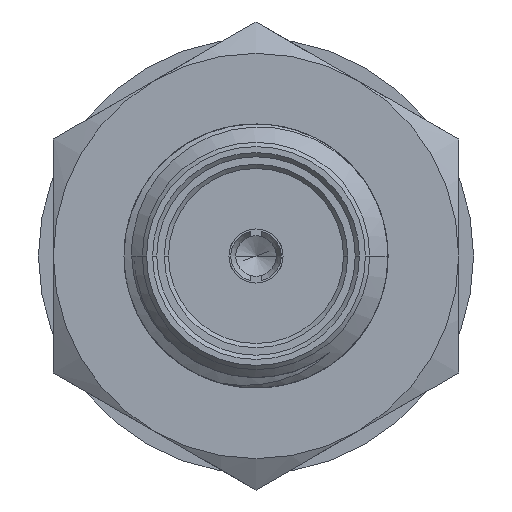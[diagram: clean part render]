
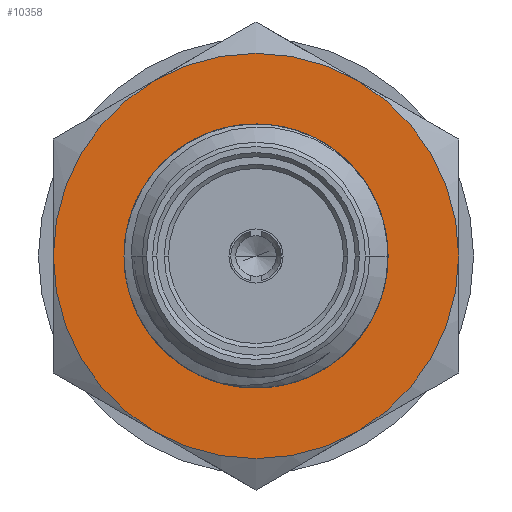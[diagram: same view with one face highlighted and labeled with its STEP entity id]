
A CAD part, left-side view. The second image highlights one B-rep face of the part: STEP entity #10358.
In plain terms, the highlighted planar face has unit normal (-1, 0, 0).
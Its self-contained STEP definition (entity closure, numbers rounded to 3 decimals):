
#2483=CARTESIAN_POINT('',(5.8,0.,0.));
#2484=DIRECTION('',(-1.,0.,0.));
#2485=DIRECTION('',(0.,0.5,-0.866));
#2486=AXIS2_PLACEMENT_3D('',#2483,#2484,#2485);
#2488=CARTESIAN_POINT('',(5.8,0.,0.));
#2489=DIRECTION('',(-1.,0.,0.));
#2490=DIRECTION('',(0.,1.,0.));
#2491=AXIS2_PLACEMENT_3D('',#2488,#2489,#2490);
#2493=CARTESIAN_POINT('',(5.8,0.,0.));
#2494=DIRECTION('',(-1.,0.,0.));
#2495=DIRECTION('',(0.,0.5,0.866));
#2496=AXIS2_PLACEMENT_3D('',#2493,#2494,#2495);
#2498=CARTESIAN_POINT('',(5.8,0.,0.));
#2499=DIRECTION('',(-1.,0.,0.));
#2500=DIRECTION('',(0.,-1.,0.));
#2501=AXIS2_PLACEMENT_3D('',#2498,#2499,#2500);
#2503=CARTESIAN_POINT('',(5.8,0.,0.));
#2504=DIRECTION('',(-1.,0.,0.));
#2505=DIRECTION('',(0.,-0.5,-0.866));
#2506=AXIS2_PLACEMENT_3D('',#2503,#2504,#2505);
#2508=CARTESIAN_POINT('',(5.8,0.,0.));
#2509=DIRECTION('',(1.,0.,0.));
#2510=DIRECTION('',(0.,1.,0.));
#2511=AXIS2_PLACEMENT_3D('',#2508,#2509,#2510);
#2521=CARTESIAN_POINT('',(5.8,0.,0.));
#2522=DIRECTION('',(-1.,0.,0.));
#2523=DIRECTION('',(0.,1.,0.));
#2524=AXIS2_PLACEMENT_3D('',#2521,#2522,#2523);
#3714=CARTESIAN_POINT('',(5.8,0.,0.));
#3715=DIRECTION('',(-1.,0.,0.));
#3716=DIRECTION('',(0.,-0.5,0.866));
#3717=AXIS2_PLACEMENT_3D('',#3714,#3715,#3716);
#5216=CARTESIAN_POINT('',(5.8,2.665,0.));
#5218=VERTEX_POINT('',#5216);
#5220=CARTESIAN_POINT('',(5.8,-2.665,0.));
#5222=VERTEX_POINT('',#5220);
#5330=CARTESIAN_POINT('',(5.8,-2.375,-4.114));
#5331=CARTESIAN_POINT('',(5.8,-4.75,0.));
#5332=VERTEX_POINT('',#5330);
#5333=VERTEX_POINT('',#5331);
#5334=CARTESIAN_POINT('',(5.8,-2.375,4.114));
#5335=VERTEX_POINT('',#5334);
#5336=CARTESIAN_POINT('',(5.8,2.375,4.114));
#5337=CARTESIAN_POINT('',(5.8,4.75,0.));
#5338=VERTEX_POINT('',#5336);
#5339=VERTEX_POINT('',#5337);
#5340=CARTESIAN_POINT('',(5.8,2.375,-4.114));
#5341=VERTEX_POINT('',#5340);
#10338=CARTESIAN_POINT('',(5.8,0.,0.));
#10339=DIRECTION('',(1.,0.,0.));
#10340=DIRECTION('',(0.,-1.,0.));
#10341=AXIS2_PLACEMENT_3D('',#10338,#10339,#10340);
#10342=PLANE('',#10341);
#10343=ORIENTED_EDGE('',*,*,#10329,.F.);
#10344=ORIENTED_EDGE('',*,*,#10316,.F.);
#10345=ORIENTED_EDGE('',*,*,#10303,.F.);
#10347=ORIENTED_EDGE('',*,*,#10346,.F.);
#10348=ORIENTED_EDGE('',*,*,#10275,.F.);
#10349=ORIENTED_EDGE('',*,*,#10289,.F.);
#10350=EDGE_LOOP('',(#10343,#10344,#10345,#10347,#10348,#10349));
#10351=FACE_OUTER_BOUND('',#10350,.F.);
#10353=ORIENTED_EDGE('',*,*,#10352,.F.);
#10355=ORIENTED_EDGE('',*,*,#10354,.T.);
#10356=EDGE_LOOP('',(#10353,#10355));
#10357=FACE_BOUND('',#10356,.F.);
#10358=ADVANCED_FACE('',(#10351,#10357),#10342,.F.);
#2487=CIRCLE('',#2486,4.75);
#2492=CIRCLE('',#2491,4.75);
#2497=CIRCLE('',#2496,4.75);
#2502=CIRCLE('',#2501,4.75);
#2507=CIRCLE('',#2506,4.75);
#2512=CIRCLE('',#2511,2.665);
#2525=CIRCLE('',#2524,2.665);
#3718=CIRCLE('',#3717,4.75);
#10275=EDGE_CURVE('',#5333,#5335,#2502,.T.);
#10289=EDGE_CURVE('',#5332,#5333,#2507,.T.);
#10303=EDGE_CURVE('',#5338,#5339,#2497,.T.);
#10316=EDGE_CURVE('',#5339,#5341,#2492,.T.);
#10329=EDGE_CURVE('',#5341,#5332,#2487,.T.);
#10346=EDGE_CURVE('',#5335,#5338,#3718,.T.);
#10352=EDGE_CURVE('',#5218,#5222,#2512,.T.);
#10354=EDGE_CURVE('',#5218,#5222,#2525,.T.);
